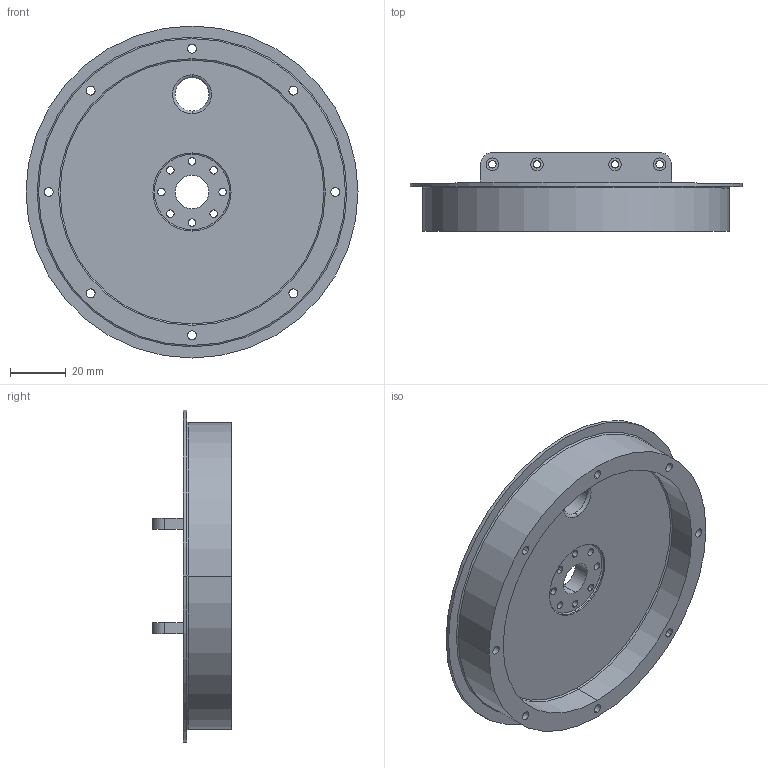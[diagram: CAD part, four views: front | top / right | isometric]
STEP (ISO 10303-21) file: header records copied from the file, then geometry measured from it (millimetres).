
FILE_DESCRIPTION (( 'STEP AP214' ), '1' );
FILE_NAME ('J1_Top_Plate.STEP', '2023-11-23T05:43:56', ( '' ), ( '' ), 'SwSTEP 2.0', 'SolidWorks 2022', '' );
FILE_SCHEMA (( 'AUTOMOTIVE_DESIGN' ));
Length unit declared in the file: millimetre
Products named in the file (1): J1_Top_Plate
Bounding box: 119 x 28.25 x 119 mm (x, y, z)
Volume: 94587.1 mm3; surface area: 36119.2 mm2
Topology: 1 solids, 1 shells, 145 faces, 350 edges, 236 vertices
Faces by surface type: cylinder 80, plane 39, cone 16, torus 10
Entity records: 4516 total; most frequent: DIRECTION 872, CARTESIAN_POINT 732, ORIENTED_EDGE 700, AXIS2_PLACEMENT_3D 376, EDGE_CURVE 350, VERTEX_POINT 236, CIRCLE 230, EDGE_LOOP 226
